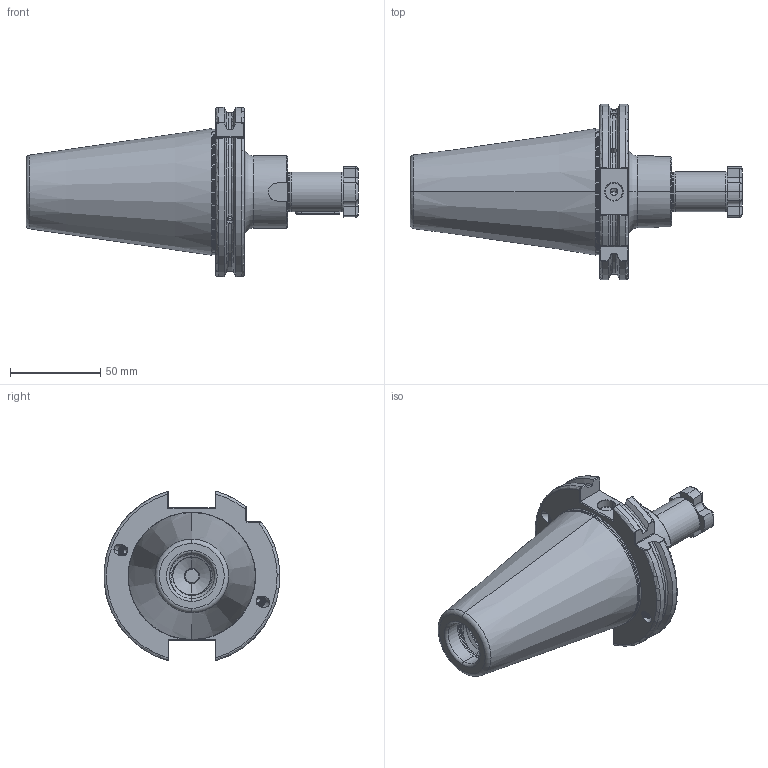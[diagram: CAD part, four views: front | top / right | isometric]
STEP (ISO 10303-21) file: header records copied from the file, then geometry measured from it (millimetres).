
FILE_DESCRIPTION (( 'STEP AP203' ), '1' );
FILE_NAME ('503.10.22.STEP', '2016-07-22T10:38:21', ( '' ), ( '' ), 'SwSTEP 2.0', 'SolidWorks 2012', '' );
FILE_SCHEMA (( 'CONFIG_CONTROL_DESIGN' ));
Length unit declared in the file: millimetre
Products named in the file (4): SC22用鍵_6x6x25L; 503.10.22; 十字螺絲FMB22
Assembly tree (3 placements, depth 2):
  503.10.22
    503.10.22
    十字螺絲FMB22
    SC22用鍵_6x6x25L
Bounding box: 183.75 x 97.32 x 93.81 mm (x, y, z)
Volume: 357548.9 mm3; surface area: 57474.4 mm2
Topology: 3 solids, 3 shells, 417 faces, 1122 edges, 701 vertices
Faces by surface type: cylinder 200, plane 81, cone 54, torus 51, bspline 31
Entity records: 29446 total; most frequent: CARTESIAN_POINT 19740, ORIENTED_EDGE 2216, DIRECTION 1675, EDGE_CURVE 1108, VERTEX_POINT 701, AXIS2_PLACEMENT_3D 644, EDGE_LOOP 433, ADVANCED_FACE 417
